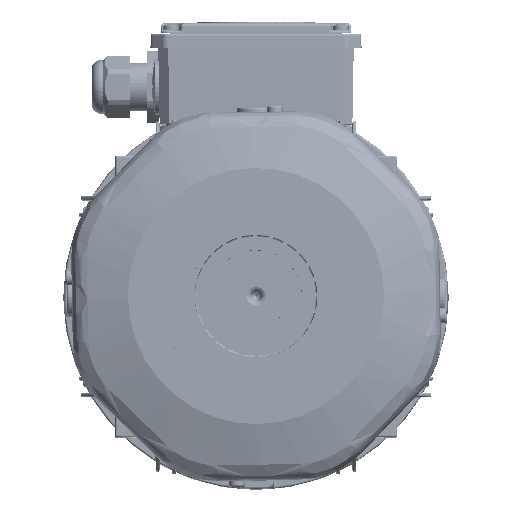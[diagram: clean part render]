
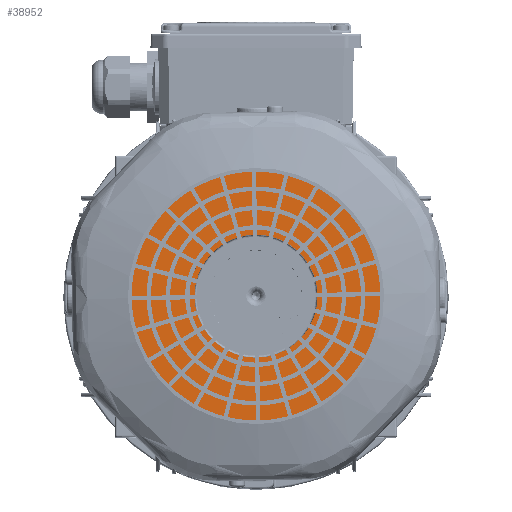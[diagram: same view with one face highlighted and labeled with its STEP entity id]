
A CAD part, top view. The second image highlights one B-rep face of the part: STEP entity #38952.
In plain terms, the highlighted planar face has unit normal (0, 0, 1).
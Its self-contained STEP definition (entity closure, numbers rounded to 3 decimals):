
#38952=ADVANCED_FACE('',(#40991,#40992),#40188,.T.);
#40188=PLANE('',#115030);
#40991=FACE_BOUND('',#46826,.T.);
#40992=FACE_BOUND('',#46827,.T.);
#46826=EDGE_LOOP('',(#73234));
#46827=EDGE_LOOP('',(#73235));
#73234=ORIENTED_EDGE('',*,*,#101306,.T.);
#73235=ORIENTED_EDGE('',*,*,#101303,.T.);
#84524=VERTEX_POINT('',#218355);
#84527=VERTEX_POINT('',#218363);
#101303=EDGE_CURVE('',#84524,#84524,#106346,.T.);
#101306=EDGE_CURVE('',#84527,#84527,#106349,.T.);
#106346=CIRCLE('',#115024,31.93);
#106349=CIRCLE('',#115029,75.5);
#115024=AXIS2_PLACEMENT_3D('',#218354,#137347,#137348);
#115029=AXIS2_PLACEMENT_3D('',#218362,#137357,#137358);
#115030=AXIS2_PLACEMENT_3D('',#218364,#137359,#137360);
#137347=DIRECTION('',(0.,0.,-1.));
#137348=DIRECTION('',(1.,0.,0.));
#137357=DIRECTION('',(0.,0.,1.));
#137358=DIRECTION('',(1.,0.,0.));
#137359=DIRECTION('',(0.,0.,1.));
#137360=DIRECTION('',(1.,0.,0.));
#218354=CARTESIAN_POINT('',(0.,0.,341.85));
#218355=CARTESIAN_POINT('',(31.93,0.,341.85));
#218362=CARTESIAN_POINT('',(0.,0.,341.85));
#218363=CARTESIAN_POINT('',(75.5,0.,341.85));
#218364=CARTESIAN_POINT('',(0.,0.,341.85));
